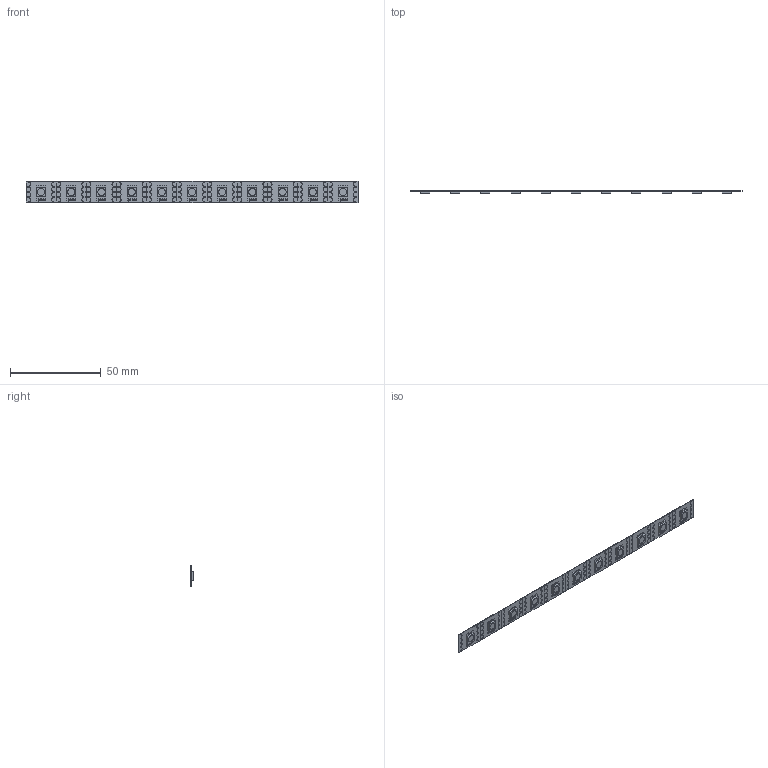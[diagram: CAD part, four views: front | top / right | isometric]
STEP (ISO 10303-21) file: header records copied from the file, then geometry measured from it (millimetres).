
FILE_DESCRIPTION(/* description */ (''),/* implementation_level */ '2;1');
FILE_NAME(/* name */ 'LED-Strip 11x.step',/* time_stamp */ '2022-02-14T11:50:39+01:00',/* author */ (''),/* organization */ (''),/* preprocessor_version */ 'ST-DEVELOPER v18.1',/* originating_system */ 'Autodesk Translation Framework v10.13.0.1454',/* authorisation */ '');
FILE_SCHEMA (('AUTOMOTIVE_DESIGN { 1 0 10303 214 3 1 1 }'));
Length unit declared in the file: millimetre
Products named in the file (2): LED-Strip 11x; LED-Strip 1x
Assembly tree (11 placements, depth 2):
  LED-Strip 11x
    LED-Strip 1x  x11
Bounding box: 183 x 1.6 x 12 mm (x, y, z)
Volume: 1076.1 mm3; surface area: 7124.4 mm2
Topology: 198 solids, 198 shells, 1287 faces, 2640 edges, 1760 vertices
Faces by surface type: plane 1177, cylinder 110
Full cylindrical faces by diameter (mm): 4 x22
Entity records: 3189 total; most frequent: CARTESIAN_POINT 530, DIRECTION 520, ORIENTED_EDGE 480, EDGE_CURVE 240, LINE 220, VECTOR 220, VERTEX_POINT 160, AXIS2_PLACEMENT_3D 150
